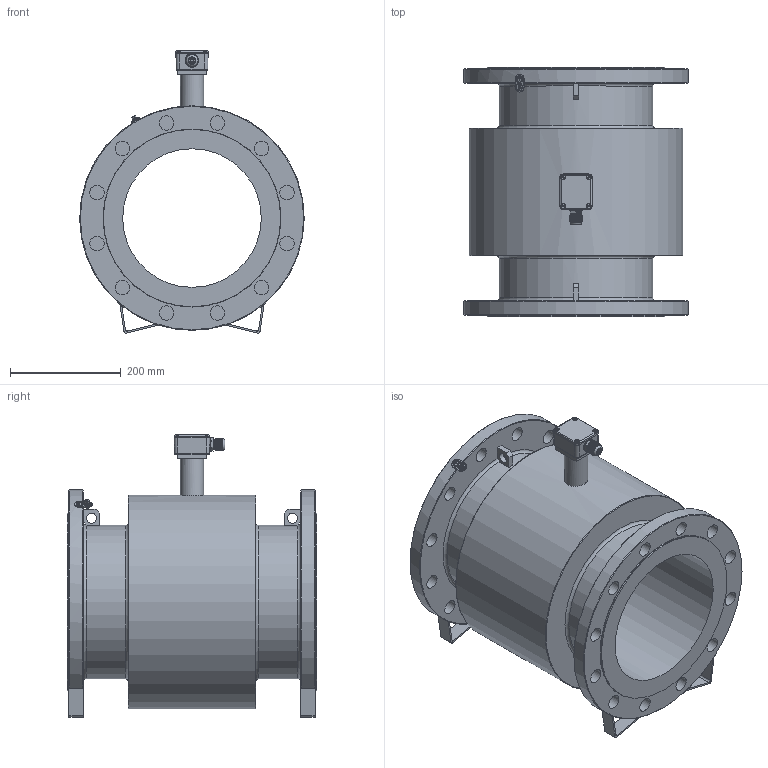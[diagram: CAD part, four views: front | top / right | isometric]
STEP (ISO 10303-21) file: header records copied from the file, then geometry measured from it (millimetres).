
FILE_DESCRIPTION(/* description */ (''),/* implementation_level */ '2;1');
FILE_NAME(/* name */ 'Flowmeter DN250 PN16 Separate.step',/* time_stamp */ '2023-10-05T13:21:26+03:00',/* author */ (''),/* organization */ (''),/* preprocessor_version */ 'ST-DEVELOPER v20',/* originating_system */ 'Autodesk Translation Framework v12.14.0.127',/* authorisation */ '');
FILE_SCHEMA (('AUTOMOTIVE_DESIGN { 1 0 10303 214 3 1 1 }'));
Length unit declared in the file: millimetre
Products named in the file (4): Flowmeter DN250 PN16; Flowmeter v11; B_Separate_version; box
Assembly tree (3 placements, depth 4):
  Flowmeter DN250 PN16
    Flowmeter v11
      B_Separate_version
        box
Bounding box: 405 x 450 x 508.99 mm (x, y, z)
Volume: 21579101 mm3; surface area: 1329751.3 mm2
Topology: 2 solids, 2 shells, 1488 faces, 3520 edges, 2056 vertices
Faces by surface type: plane 463, cylinder 459, bspline 250, sphere 156, torus 102, cone 58
Full cylindrical faces by diameter (mm): 3.332 x2, 3.961 x9, 4.234 x4, 4.5 x2, 5 x7, 5.5 x1, 6 x1, 7 x4, 8 x4, 10.394 x1, 10.9 x1, 11.3 x1, 12.394 x1, 13 x1, 14 x1, 15 x1, 17 x2, 18 x2, 21 x1, 24.5 x1, 26 x24, 42 x2, 250 x1, 276.5 x2, 320 x2, 385 x1
Entity records: 71481 total; most frequent: CARTESIAN_POINT 37071, ORIENTED_EDGE 7040, DIRECTION 6953, EDGE_CURVE 3520, AXIS2_PLACEMENT_3D 2735, VERTEX_POINT 2056, EDGE_LOOP 1592, FACE_OUTER_BOUND 1488
